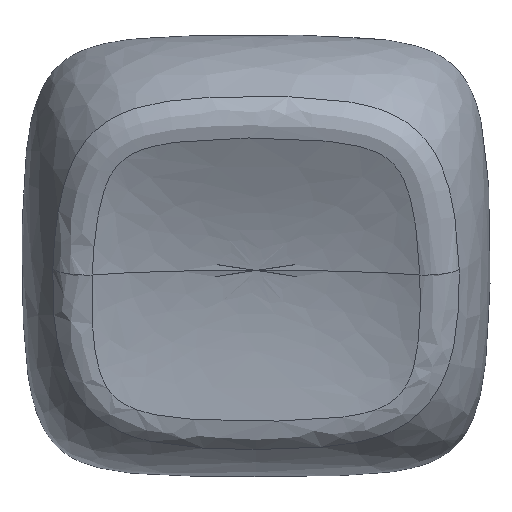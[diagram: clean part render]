
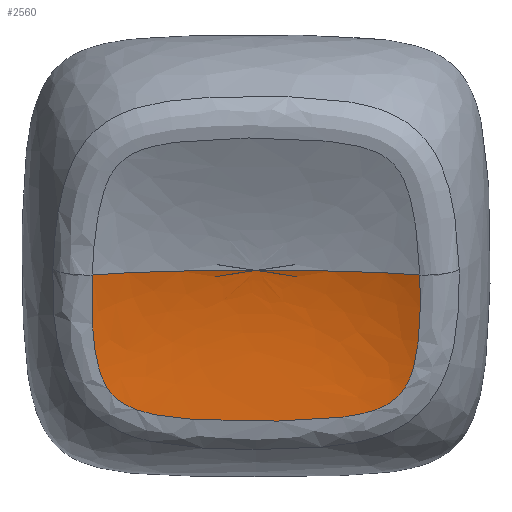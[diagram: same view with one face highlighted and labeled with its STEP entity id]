
A CAD part, top view. The second image highlights one B-rep face of the part: STEP entity #2560.
In plain terms, the highlighted free-form (B-spline) face has degree [3, 3] with [10, 5] control points.
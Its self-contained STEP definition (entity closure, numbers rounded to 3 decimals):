
#15=(
BOUNDED_CURVE()
B_SPLINE_CURVE(5,(#11956,#11957,#11958,#11959,#11960,#11961,#11962,#11963,
#11964),.UNSPECIFIED.,.F.,.F.)
B_SPLINE_CURVE_WITH_KNOTS((6,1,1,1,6),(0.221,0.4,0.6,0.8,1.),
 .UNSPECIFIED.)
CURVE()
GEOMETRIC_REPRESENTATION_ITEM()
RATIONAL_B_SPLINE_CURVE((1.,1.,1.,1.,1.,1.,1.,1.,1.))
REPRESENTATION_ITEM('')
);
#16=(
BOUNDED_CURVE()
B_SPLINE_CURVE(5,(#11965,#11966,#11967,#11968,#11969,#11970,#11971,#11972,
#11973),.UNSPECIFIED.,.F.,.F.)
B_SPLINE_CURVE_WITH_KNOTS((6,1,1,1,6),(0.221,0.4,0.6,0.8,1.),
 .UNSPECIFIED.)
CURVE()
GEOMETRIC_REPRESENTATION_ITEM()
RATIONAL_B_SPLINE_CURVE((1.,1.,1.,1.,1.,1.,1.,1.,1.))
REPRESENTATION_ITEM('')
);
#308=FACE_OUTER_BOUND('',#461,.T.);
#461=EDGE_LOOP('',(#2288,#2289,#2290));
#813=B_SPLINE_CURVE_WITH_KNOTS('',3,(#11438,#11439,#11440,#11441,#11442,
#11443,#11444,#11445,#11446,#11447,#11448,#11449,#11450,#11451,#11452,#11453,
#11454,#11455,#11456,#11457,#11458,#11459,#11460),.UNSPECIFIED.,.F.,.F.,
(4,2,1,1,1,1,1,1,1,2,1,1,1,1,1,1,2,4),(-2.157,-2.152,
-2.018,-1.883,-1.749,-1.682,
-1.615,-1.481,-1.347,-1.078,
-0.81,-0.676,-0.542,-0.475,
-0.408,-0.273,-0.005,0.),
 .UNSPECIFIED.);
#1074=VERTEX_POINT('',#11396);
#1080=VERTEX_POINT('',#11436);
#1083=VERTEX_POINT('',#11955);
#1481=EDGE_CURVE('',#1080,#1074,#813,.T.);
#1487=EDGE_CURVE('',#1080,#1083,#15,.T.);
#1488=EDGE_CURVE('',#1074,#1083,#16,.T.);
#2288=ORIENTED_EDGE('',*,*,#1481,.F.);
#2289=ORIENTED_EDGE('',*,*,#1487,.T.);
#2290=ORIENTED_EDGE('',*,*,#1488,.F.);
#2412=B_SPLINE_SURFACE_WITH_KNOTS('',3,3,((#11905,#11906,#11907,#11908,
#11909),(#11910,#11911,#11912,#11913,#11914),(#11915,#11916,#11917,#11918,
#11919),(#11920,#11921,#11922,#11923,#11924),(#11925,#11926,#11927,#11928,
#11929),(#11930,#11931,#11932,#11933,#11934),(#11935,#11936,#11937,#11938,
#11939),(#11940,#11941,#11942,#11943,#11944),(#11945,#11946,#11947,#11948,
#11949),(#11950,#11951,#11952,#11953,#11954)),.UNSPECIFIED.,.F.,.F.,.F.,
(4,1,1,1,1,1,1,4),(4,1,4),(0.,0.143,0.286,0.429,
0.571,0.714,0.857,1.),(0.095,
0.483,1.),.UNSPECIFIED.);
#2560=ADVANCED_FACE('',(#308),#2412,.F.);
#11396=CARTESIAN_POINT('',(-6.123,-0.726,7.008));
#11436=CARTESIAN_POINT('',(6.123,-0.726,7.008));
#11438=CARTESIAN_POINT('Ctrl Pts',(6.123,-0.726,
7.008));
#11439=CARTESIAN_POINT('Ctrl Pts',(6.123,-0.742,
7.004));
#11440=CARTESIAN_POINT('Ctrl Pts',(6.124,-0.758,
7.));
#11441=CARTESIAN_POINT('Ctrl Pts',(6.14,-1.196,6.888));
#11442=CARTESIAN_POINT('Ctrl Pts',(6.149,-2.048,6.677));
#11443=CARTESIAN_POINT('Ctrl Pts',(6.076,-3.301,6.386));
#11444=CARTESIAN_POINT('Ctrl Pts',(5.891,-4.315,6.174));
#11445=CARTESIAN_POINT('Ctrl Pts',(5.532,-5.037,6.024));
#11446=CARTESIAN_POINT('Ctrl Pts',(4.958,-5.61,5.892));
#11447=CARTESIAN_POINT('Ctrl Pts',(3.958,-5.953,5.795));
#11448=CARTESIAN_POINT('Ctrl Pts',(2.226,-6.163,5.733));
#11449=CARTESIAN_POINT('Ctrl Pts',(0.89,-6.187,
5.726));
#11450=CARTESIAN_POINT('Ctrl Pts',(-0.891,-6.187,
5.726));
#11451=CARTESIAN_POINT('Ctrl Pts',(-2.226,-6.162,
5.733));
#11452=CARTESIAN_POINT('Ctrl Pts',(-3.96,-5.953,
5.795));
#11453=CARTESIAN_POINT('Ctrl Pts',(-4.961,-5.608,
5.893));
#11454=CARTESIAN_POINT('Ctrl Pts',(-5.533,-5.036,
6.025));
#11455=CARTESIAN_POINT('Ctrl Pts',(-5.892,-4.313,6.175));
#11456=CARTESIAN_POINT('Ctrl Pts',(-6.146,-2.895,
6.47));
#11457=CARTESIAN_POINT('Ctrl Pts',(-6.156,-1.618,
6.781));
#11458=CARTESIAN_POINT('Ctrl Pts',(-6.124,-0.758,
7.));
#11459=CARTESIAN_POINT('Ctrl Pts',(-6.123,-0.742,
7.004));
#11460=CARTESIAN_POINT('Ctrl Pts',(-6.123,-0.726,
7.008));
#11905=CARTESIAN_POINT('Ctrl Pts',(6.649,-0.773,
7.185));
#11906=CARTESIAN_POINT('Ctrl Pts',(6.146,-0.723,
6.999));
#11907=CARTESIAN_POINT('Ctrl Pts',(4.774,-0.615,
6.594));
#11908=CARTESIAN_POINT('Ctrl Pts',(2.294,-0.552,6.359));
#11909=CARTESIAN_POINT('Ctrl Pts',(0.,-0.552,
6.359));
#11910=CARTESIAN_POINT('Ctrl Pts',(6.649,-1.916,6.879));
#11911=CARTESIAN_POINT('Ctrl Pts',(6.146,-1.702,6.736));
#11912=CARTESIAN_POINT('Ctrl Pts',(4.774,-1.213,6.433));
#11913=CARTESIAN_POINT('Ctrl Pts',(2.294,-0.769,
6.3));
#11914=CARTESIAN_POINT('Ctrl Pts',(0.,-0.552,
6.359));
#11915=CARTESIAN_POINT('Ctrl Pts',(6.43,-4.167,6.276));
#11916=CARTESIAN_POINT('Ctrl Pts',(5.946,-3.655,6.213));
#11917=CARTESIAN_POINT('Ctrl Pts',(4.539,-2.38,6.121));
#11918=CARTESIAN_POINT('Ctrl Pts',(2.106,-1.143,6.2));
#11919=CARTESIAN_POINT('Ctrl Pts',(0.,-0.552,
6.359));
#11920=CARTESIAN_POINT('Ctrl Pts',(5.041,-5.849,5.825));
#11921=CARTESIAN_POINT('Ctrl Pts',(4.666,-5.074,5.833));
#11922=CARTESIAN_POINT('Ctrl Pts',(3.402,-3.273,5.881));
#11923=CARTESIAN_POINT('Ctrl Pts',(1.424,-1.516,6.1));
#11924=CARTESIAN_POINT('Ctrl Pts',(0.,-0.552,
6.359));
#11925=CARTESIAN_POINT('Ctrl Pts',(2.036,-6.245,5.719));
#11926=CARTESIAN_POINT('Ctrl Pts',(1.886,-5.371,5.753));
#11927=CARTESIAN_POINT('Ctrl Pts',(1.323,-3.506,5.819));
#11928=CARTESIAN_POINT('Ctrl Pts',(0.501,-1.703,6.05));
#11929=CARTESIAN_POINT('Ctrl Pts',(0.,-0.552,
6.359));
#11930=CARTESIAN_POINT('Ctrl Pts',(-2.041,-6.244,
5.719));
#11931=CARTESIAN_POINT('Ctrl Pts',(-1.891,-5.37,
5.753));
#11932=CARTESIAN_POINT('Ctrl Pts',(-1.326,-3.505,
5.819));
#11933=CARTESIAN_POINT('Ctrl Pts',(-0.501,-1.703,
6.05));
#11934=CARTESIAN_POINT('Ctrl Pts',(0.,-0.552,
6.359));
#11935=CARTESIAN_POINT('Ctrl Pts',(-5.036,-5.848,
5.825));
#11936=CARTESIAN_POINT('Ctrl Pts',(-4.662,-5.073,
5.833));
#11937=CARTESIAN_POINT('Ctrl Pts',(-3.4,-3.272,
5.882));
#11938=CARTESIAN_POINT('Ctrl Pts',(-1.424,-1.516,
6.1));
#11939=CARTESIAN_POINT('Ctrl Pts',(0.,-0.552,
6.359));
#11940=CARTESIAN_POINT('Ctrl Pts',(-6.43,-4.167,
6.275));
#11941=CARTESIAN_POINT('Ctrl Pts',(-5.945,-3.655,
6.213));
#11942=CARTESIAN_POINT('Ctrl Pts',(-4.539,-2.38,
6.121));
#11943=CARTESIAN_POINT('Ctrl Pts',(-2.106,-1.143,
6.2));
#11944=CARTESIAN_POINT('Ctrl Pts',(0.,-0.552,
6.359));
#11945=CARTESIAN_POINT('Ctrl Pts',(-6.649,-1.916,
6.879));
#11946=CARTESIAN_POINT('Ctrl Pts',(-6.146,-1.702,
6.736));
#11947=CARTESIAN_POINT('Ctrl Pts',(-4.774,-1.213,
6.433));
#11948=CARTESIAN_POINT('Ctrl Pts',(-2.294,-0.769,
6.3));
#11949=CARTESIAN_POINT('Ctrl Pts',(0.,-0.552,
6.359));
#11950=CARTESIAN_POINT('Ctrl Pts',(-6.649,-0.773,
7.185));
#11951=CARTESIAN_POINT('Ctrl Pts',(-6.146,-0.723,
6.999));
#11952=CARTESIAN_POINT('Ctrl Pts',(-4.774,-0.615,
6.594));
#11953=CARTESIAN_POINT('Ctrl Pts',(-2.294,-0.552,
6.359));
#11954=CARTESIAN_POINT('Ctrl Pts',(0.,-0.552,
6.359));
#11955=CARTESIAN_POINT('',(0.,-0.552,6.359));
#11956=CARTESIAN_POINT('Ctrl Pts',(6.123,-0.726,
7.008));
#11957=CARTESIAN_POINT('Ctrl Pts',(5.963,-0.713,6.959));
#11958=CARTESIAN_POINT('Ctrl Pts',(5.61,-0.686,
6.859));
#11959=CARTESIAN_POINT('Ctrl Pts',(5.013,-0.647,
6.715));
#11960=CARTESIAN_POINT('Ctrl Pts',(4.06,-0.601,
6.543));
#11961=CARTESIAN_POINT('Ctrl Pts',(2.788,-0.568,
6.421));
#11962=CARTESIAN_POINT('Ctrl Pts',(1.523,-0.555,
6.37));
#11963=CARTESIAN_POINT('Ctrl Pts',(0.532,-0.552,
6.359));
#11964=CARTESIAN_POINT('Ctrl Pts',(0.,-0.552,
6.359));
#11965=CARTESIAN_POINT('Ctrl Pts',(-6.123,-0.726,
7.008));
#11966=CARTESIAN_POINT('Ctrl Pts',(-5.964,-0.713,
6.959));
#11967=CARTESIAN_POINT('Ctrl Pts',(-5.61,-0.686,
6.859));
#11968=CARTESIAN_POINT('Ctrl Pts',(-5.013,-0.647,
6.715));
#11969=CARTESIAN_POINT('Ctrl Pts',(-4.06,-0.601,
6.543));
#11970=CARTESIAN_POINT('Ctrl Pts',(-2.788,-0.568,
6.421));
#11971=CARTESIAN_POINT('Ctrl Pts',(-1.523,-0.555,
6.37));
#11972=CARTESIAN_POINT('Ctrl Pts',(-0.532,-0.552,
6.359));
#11973=CARTESIAN_POINT('Ctrl Pts',(0.,-0.552,
6.359));
